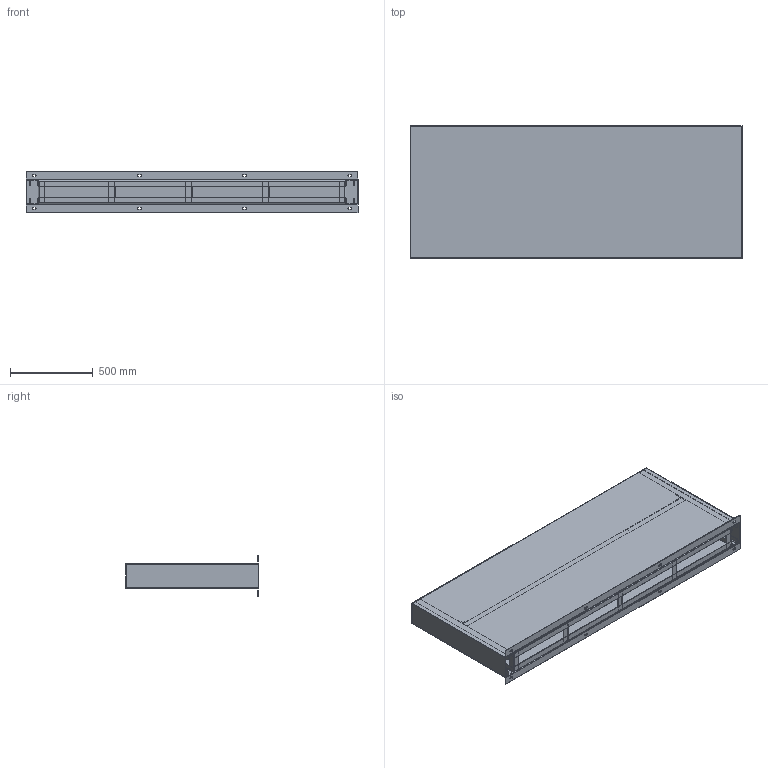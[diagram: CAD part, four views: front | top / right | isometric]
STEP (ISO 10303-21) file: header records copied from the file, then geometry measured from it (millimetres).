
FILE_DESCRIPTION (( 'STEP AP214' ), '1' );
FILE_NAME ('AW3.3_VectorWorks.STEP', '2021-04-22T10:26:06', ( '' ), ( '' ), 'SwSTEP 2.0', 'SolidWorks 2020', '' );
FILE_SCHEMA (( 'AUTOMOTIVE_DESIGN' ));
Length unit declared in the file: millimetre
Products named in the file (9): AW3.3-reinforcement 1; AW3.3_VectorWorks; AW3.3-headwall; AW3.3-sidewall2; AW3.3-reinforcement Upr1; AW3.3-sidewall; AW3.3-top; AW3.3-reinforcement 3; AW3.3-reinforcement 2
Assembly tree (23 placements, depth 2):
  AW3.3_VectorWorks
    AW3.3-sidewall
    AW3.3-sidewall2
    AW3.3-top
    AW3.3-headwall  x2
    AW3.3-reinforcement 1  x4
    AW3.3-reinforcement Upr1  x4
    AW3.3-reinforcement 2  x2
    AW3.3-reinforcement 3  x8
Bounding box: 2000 x 800 x 248 mm (x, y, z)
Volume: 14643042 mm3; surface area: 9902206 mm2
Topology: 23 solids, 23 shells, 378 faces, 836 edges, 504 vertices
Faces by surface type: plane 314, cylinder 64
Entity records: 4374 total; most frequent: DIRECTION 712, CARTESIAN_POINT 682, ORIENTED_EDGE 640, EDGE_CURVE 320, VECTOR 260, LINE 260, AXIS2_PLACEMENT_3D 226, VERTEX_POINT 196
